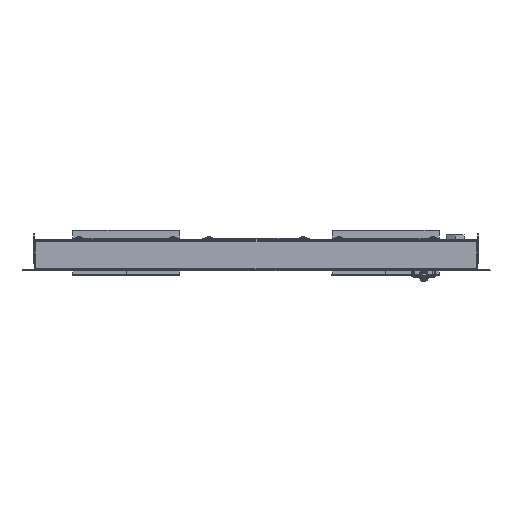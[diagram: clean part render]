
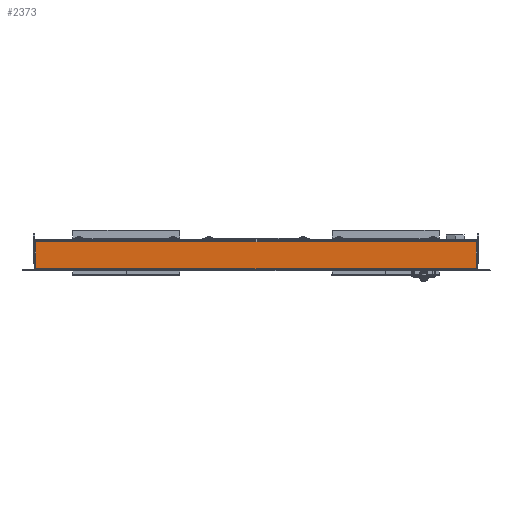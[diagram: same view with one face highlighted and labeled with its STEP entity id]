
A CAD part, left-side view. The second image highlights one B-rep face of the part: STEP entity #2373.
In plain terms, the highlighted planar face has unit normal (-1, 0, 0).
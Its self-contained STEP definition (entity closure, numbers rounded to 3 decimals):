
#157 = CARTESIAN_POINT ( 'NONE',  ( -347.5, -246.229, -31.35 ) ) ;
#825 = AXIS2_PLACEMENT_3D ( 'NONE', #31533, #6818, #15213 ) ;
#2258 = CARTESIAN_POINT ( 'NONE',  ( -347.5, -247.5, -1.25 ) ) ;
#2330 = CARTESIAN_POINT ( 'NONE',  ( -347.5, 246.229, -1.25 ) ) ;
#2373 = ADVANCED_FACE ( 'NONE', ( #20089 ), #52683, .F. ) ;
#2736 = LINE ( 'NONE', #2258, #28793 ) ;
#3478 = LINE ( 'NONE', #32967, #26669 ) ;
#5566 = LINE ( 'NONE', #29555, #36751 ) ;
#6295 = EDGE_CURVE ( 'NONE', #47129, #9681, #3478, .T. ) ;
#6818 = DIRECTION ( 'NONE',  ( 1., 0., 0. ) ) ;
#7268 = ORIENTED_EDGE ( 'NONE', *, *, #6295, .F. ) ;
#7628 = EDGE_CURVE ( 'NONE', #53455, #23496, #40229, .T. ) ;
#8594 = EDGE_LOOP ( 'NONE', ( #9570, #7268, #20053, #44469 ) ) ;
#9570 = ORIENTED_EDGE ( 'NONE', *, *, #32225, .F. ) ;
#9681 = VERTEX_POINT ( 'NONE', #157 ) ;
#10890 = DIRECTION ( 'NONE',  ( 0., 0., -1. ) ) ;
#15213 = DIRECTION ( 'NONE',  ( 0., 0., -1. ) ) ;
#17227 = DIRECTION ( 'NONE',  ( 0., 1., 0. ) ) ;
#20053 = ORIENTED_EDGE ( 'NONE', *, *, #23336, .F. ) ;
#20089 = FACE_OUTER_BOUND ( 'NONE', #8594, .T. ) ;
#23336 = EDGE_CURVE ( 'NONE', #53455, #47129, #2736, .T. ) ;
#23496 = VERTEX_POINT ( 'NONE', #49179 ) ;
#24798 = DIRECTION ( 'NONE',  ( 0., 0., -1. ) ) ;
#26669 = VECTOR ( 'NONE', #24798, 1000. ) ;
#28793 = VECTOR ( 'NONE', #52858, 1000. ) ;
#29555 = CARTESIAN_POINT ( 'NONE',  ( -347.5, -246.229, -31.35 ) ) ;
#31533 = CARTESIAN_POINT ( 'NONE',  ( -347.5, 247.5, 0. ) ) ;
#32225 = EDGE_CURVE ( 'NONE', #9681, #23496, #5566, .T. ) ;
#32967 = CARTESIAN_POINT ( 'NONE',  ( -347.5, -246.229, -1.25 ) ) ;
#35621 = CARTESIAN_POINT ( 'NONE',  ( -347.5, 246.229, -1.25 ) ) ;
#36751 = VECTOR ( 'NONE', #17227, 1000. ) ;
#37718 = CARTESIAN_POINT ( 'NONE',  ( -347.5, -246.229, -1.25 ) ) ;
#40229 = LINE ( 'NONE', #2330, #46771 ) ;
#44469 = ORIENTED_EDGE ( 'NONE', *, *, #7628, .T. ) ;
#46771 = VECTOR ( 'NONE', #10890, 1000. ) ;
#47129 = VERTEX_POINT ( 'NONE', #37718 ) ;
#49179 = CARTESIAN_POINT ( 'NONE',  ( -347.5, 246.229, -31.35 ) ) ;
#52683 = PLANE ( 'NONE',  #825 ) ;
#52858 = DIRECTION ( 'NONE',  ( 0., -1., 0. ) ) ;
#53455 = VERTEX_POINT ( 'NONE', #35621 ) ;
